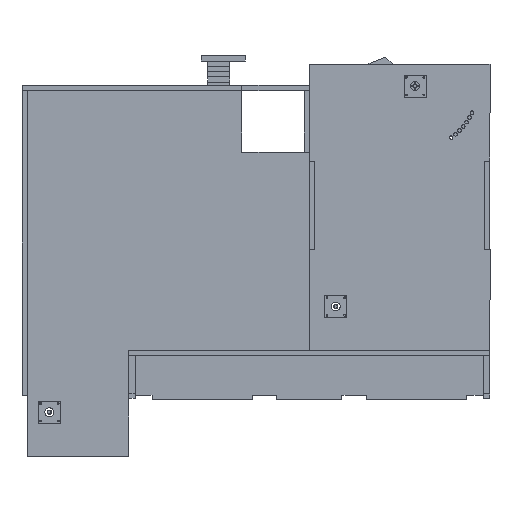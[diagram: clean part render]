
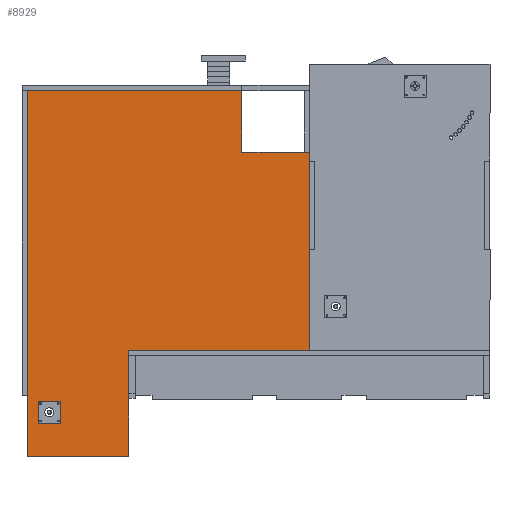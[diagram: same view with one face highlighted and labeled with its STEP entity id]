
A CAD part, left-side view. The second image highlights one B-rep face of the part: STEP entity #8929.
In plain terms, the highlighted planar face has unit normal (-1, 0, 0).
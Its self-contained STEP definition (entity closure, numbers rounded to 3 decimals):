
#951=LINE('',#15038,#1614);
#955=LINE('',#15046,#1618);
#958=LINE('',#15052,#1621);
#961=LINE('',#15058,#1624);
#964=LINE('',#15064,#1627);
#967=LINE('',#15070,#1630);
#970=LINE('',#15076,#1633);
#973=LINE('',#15081,#1636);
#1614=VECTOR('',#12355,10.);
#1618=VECTOR('',#12361,10.);
#1621=VECTOR('',#12366,10.);
#1624=VECTOR('',#12371,10.);
#1627=VECTOR('',#12376,10.);
#1630=VECTOR('',#12381,10.);
#1633=VECTOR('',#12386,10.);
#1636=VECTOR('',#12391,10.);
#2158=PLANE('',#10585);
#2461=FACE_BOUND('',#3637,.T.);
#2462=FACE_BOUND('',#3638,.T.);
#2463=FACE_BOUND('',#3639,.T.);
#2464=FACE_BOUND('',#3640,.T.);
#2465=FACE_BOUND('',#3641,.T.);
#2983=FACE_OUTER_BOUND('',#3636,.T.);
#3636=EDGE_LOOP('',(#7298,#7299,#7300,#7301,#7302,#7303,#7304,#7305));
#3637=EDGE_LOOP('',(#7306));
#3638=EDGE_LOOP('',(#7307));
#3639=EDGE_LOOP('',(#7308));
#3640=EDGE_LOOP('',(#7309));
#3641=EDGE_LOOP('',(#7310));
#4342=CIRCLE('',#10564,10.);
#4344=CIRCLE('',#10567,2.1);
#4346=CIRCLE('',#10570,2.1);
#4348=CIRCLE('',#10573,2.1);
#4350=CIRCLE('',#10576,2.1);
#4900=VERTEX_POINT('',#15013);
#4902=VERTEX_POINT('',#15018);
#4904=VERTEX_POINT('',#15023);
#4906=VERTEX_POINT('',#15028);
#4908=VERTEX_POINT('',#15033);
#4909=VERTEX_POINT('',#15036);
#4910=VERTEX_POINT('',#15037);
#4913=VERTEX_POINT('',#15045);
#4915=VERTEX_POINT('',#15051);
#4917=VERTEX_POINT('',#15057);
#4919=VERTEX_POINT('',#15063);
#4921=VERTEX_POINT('',#15069);
#4923=VERTEX_POINT('',#15075);
#5800=EDGE_CURVE('',#4900,#4900,#4342,.T.);
#5802=EDGE_CURVE('',#4902,#4902,#4344,.T.);
#5804=EDGE_CURVE('',#4904,#4904,#4346,.T.);
#5806=EDGE_CURVE('',#4906,#4906,#4348,.T.);
#5808=EDGE_CURVE('',#4908,#4908,#4350,.T.);
#5809=EDGE_CURVE('',#4909,#4910,#951,.T.);
#5813=EDGE_CURVE('',#4910,#4913,#955,.T.);
#5816=EDGE_CURVE('',#4913,#4915,#958,.T.);
#5819=EDGE_CURVE('',#4915,#4917,#961,.T.);
#5822=EDGE_CURVE('',#4917,#4919,#964,.T.);
#5825=EDGE_CURVE('',#4919,#4921,#967,.T.);
#5828=EDGE_CURVE('',#4921,#4923,#970,.T.);
#5831=EDGE_CURVE('',#4923,#4909,#973,.T.);
#7298=ORIENTED_EDGE('',*,*,#5831,.T.);
#7299=ORIENTED_EDGE('',*,*,#5809,.T.);
#7300=ORIENTED_EDGE('',*,*,#5813,.T.);
#7301=ORIENTED_EDGE('',*,*,#5816,.T.);
#7302=ORIENTED_EDGE('',*,*,#5819,.T.);
#7303=ORIENTED_EDGE('',*,*,#5822,.T.);
#7304=ORIENTED_EDGE('',*,*,#5825,.T.);
#7305=ORIENTED_EDGE('',*,*,#5828,.T.);
#7306=ORIENTED_EDGE('',*,*,#5800,.T.);
#7307=ORIENTED_EDGE('',*,*,#5802,.T.);
#7308=ORIENTED_EDGE('',*,*,#5804,.T.);
#7309=ORIENTED_EDGE('',*,*,#5806,.T.);
#7310=ORIENTED_EDGE('',*,*,#5808,.T.);
#8929=ADVANCED_FACE('',(#2983,#2461,#2462,#2463,#2464,#2465),#2158,.F.);
#10564=AXIS2_PLACEMENT_3D('',#15014,#12327,#12328);
#10567=AXIS2_PLACEMENT_3D('',#15019,#12333,#12334);
#10570=AXIS2_PLACEMENT_3D('',#15024,#12339,#12340);
#10573=AXIS2_PLACEMENT_3D('',#15029,#12345,#12346);
#10576=AXIS2_PLACEMENT_3D('',#15034,#12351,#12352);
#10585=AXIS2_PLACEMENT_3D('',#15083,#12393,#12394);
#12327=DIRECTION('center_axis',(1.,0.,0.));
#12328=DIRECTION('ref_axis',(0.,-1.,0.));
#12333=DIRECTION('center_axis',(1.,0.,0.));
#12334=DIRECTION('ref_axis',(0.,-1.,0.));
#12339=DIRECTION('center_axis',(1.,0.,0.));
#12340=DIRECTION('ref_axis',(0.,-1.,0.));
#12345=DIRECTION('center_axis',(1.,0.,0.));
#12346=DIRECTION('ref_axis',(0.,-1.,0.));
#12351=DIRECTION('center_axis',(1.,0.,0.));
#12352=DIRECTION('ref_axis',(0.,-1.,0.));
#12355=DIRECTION('',(0.,0.,1.));
#12361=DIRECTION('',(0.,1.,0.));
#12366=DIRECTION('',(0.,0.,-1.));
#12371=DIRECTION('',(0.,-1.,0.));
#12376=DIRECTION('',(0.,0.,1.));
#12381=DIRECTION('',(0.,-1.,0.));
#12386=DIRECTION('',(0.,0.,1.));
#12391=DIRECTION('',(0.,1.,0.));
#12393=DIRECTION('center_axis',(1.,0.,0.));
#12394=DIRECTION('ref_axis',(0.,0.,-1.));
#15013=CARTESIAN_POINT('',(0.,190.,-140.));
#15014=CARTESIAN_POINT('Origin',(0.,180.,-140.));
#15018=CARTESIAN_POINT('',(0.,202.1,-120.));
#15019=CARTESIAN_POINT('Origin',(0.,200.,-120.));
#15023=CARTESIAN_POINT('',(0.,162.1,-120.));
#15024=CARTESIAN_POINT('Origin',(0.,160.,-120.));
#15028=CARTESIAN_POINT('',(0.,162.1,-160.));
#15029=CARTESIAN_POINT('Origin',(0.,160.,-160.));
#15033=CARTESIAN_POINT('',(0.,202.1,-160.));
#15034=CARTESIAN_POINT('Origin',(0.,200.,-160.));
#15036=CARTESIAN_POINT('',(0.,-257.,450.));
#15037=CARTESIAN_POINT('',(0.,-257.,590.));
#15038=CARTESIAN_POINT('',(0.,-257.,450.));
#15045=CARTESIAN_POINT('',(0.,230.,590.));
#15046=CARTESIAN_POINT('',(0.,-257.,590.));
#15051=CARTESIAN_POINT('',(0.,230.,-240.));
#15052=CARTESIAN_POINT('',(0.,230.,590.));
#15057=CARTESIAN_POINT('',(0.,0.,-240.));
#15058=CARTESIAN_POINT('',(0.,230.,-240.));
#15063=CARTESIAN_POINT('',(0.,0.,0.));
#15064=CARTESIAN_POINT('',(0.,0.,-240.));
#15069=CARTESIAN_POINT('',(0.,-410.,0.));
#15070=CARTESIAN_POINT('',(0.,0.,0.));
#15075=CARTESIAN_POINT('',(0.,-410.,450.));
#15076=CARTESIAN_POINT('',(0.,-410.,0.));
#15081=CARTESIAN_POINT('',(0.,-410.,450.));
#15083=CARTESIAN_POINT('Origin',(0.,-49.245,201.184));
